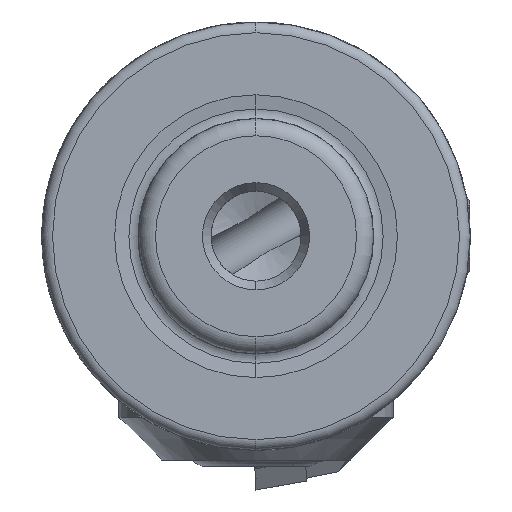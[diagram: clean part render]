
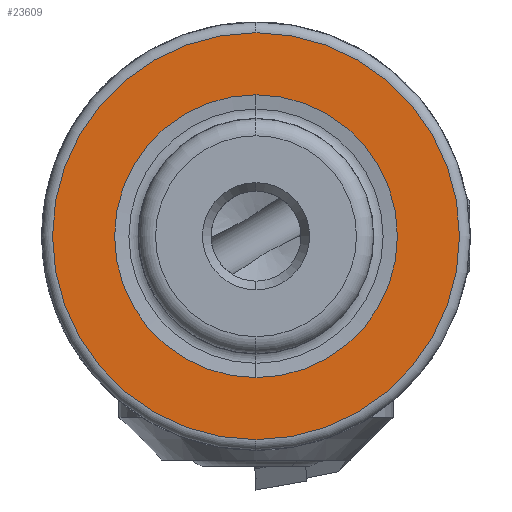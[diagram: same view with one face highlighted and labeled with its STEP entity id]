
A CAD part, left-side view. The second image highlights one B-rep face of the part: STEP entity #23609.
In plain terms, the highlighted planar face has unit normal (-1, 0, 0).
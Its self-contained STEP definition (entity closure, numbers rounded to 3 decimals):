
#62 = CIRCLE ( 'NONE', #34402, 9.5 ) ;
#333 = DIRECTION ( 'NONE',  ( 0., 0., -1. ) ) ;
#1715 = CARTESIAN_POINT ( 'NONE',  ( -42.5, 0., 0. ) ) ;
#2309 = CARTESIAN_POINT ( 'NONE',  ( -42.5, 0., 9.5 ) ) ;
#2531 = EDGE_CURVE ( 'NONE', #30859, #16209, #21829, .T. ) ;
#2751 = DIRECTION ( 'NONE',  ( -1., 0., 0. ) ) ;
#3799 = EDGE_LOOP ( 'NONE', ( #26771, #19173 ) ) ;
#4419 = CARTESIAN_POINT ( 'NONE',  ( -42.5, 0., 0. ) ) ;
#4581 = DIRECTION ( 'NONE',  ( 0., 0., 1. ) ) ;
#5092 = CIRCLE ( 'NONE', #23279, 6.603 ) ;
#7218 = DIRECTION ( 'NONE',  ( 0., 0., 1. ) ) ;
#9227 = CARTESIAN_POINT ( 'NONE',  ( -42.5, 0., 6.603 ) ) ;
#9304 = EDGE_CURVE ( 'NONE', #15267, #31050, #20694, .T. ) ;
#9629 = EDGE_CURVE ( 'NONE', #31050, #15267, #62, .T. ) ;
#10384 = FACE_OUTER_BOUND ( 'NONE', #3799, .T. ) ;
#15267 = VERTEX_POINT ( 'NONE', #2309 ) ;
#16209 = VERTEX_POINT ( 'NONE', #36339 ) ;
#16256 = CARTESIAN_POINT ( 'NONE',  ( -42.5, 0., -9.5 ) ) ;
#16514 = DIRECTION ( 'NONE',  ( -1., 0., 0. ) ) ;
#17085 = DIRECTION ( 'NONE',  ( 1., 0., 0. ) ) ;
#18140 = AXIS2_PLACEMENT_3D ( 'NONE', #19474, #2751, #22351 ) ;
#19173 = ORIENTED_EDGE ( 'NONE', *, *, #9629, .T. ) ;
#19474 = CARTESIAN_POINT ( 'NONE',  ( -42.5, 0., 0. ) ) ;
#20694 = CIRCLE ( 'NONE', #18140, 9.5 ) ;
#21305 = DIRECTION ( 'NONE',  ( -1., 0., 0. ) ) ;
#21829 = CIRCLE ( 'NONE', #33334, 6.603 ) ;
#22351 = DIRECTION ( 'NONE',  ( 0., 0., 1. ) ) ;
#22696 = ORIENTED_EDGE ( 'NONE', *, *, #24597, .F. ) ;
#22822 = ORIENTED_EDGE ( 'NONE', *, *, #2531, .F. ) ;
#23279 = AXIS2_PLACEMENT_3D ( 'NONE', #33381, #16514, #36181 ) ;
#23609 = ADVANCED_FACE ( 'NONE', ( #25250, #10384 ), #25474, .F. ) ;
#23966 = DIRECTION ( 'NONE',  ( -1., 0., 0. ) ) ;
#24597 = EDGE_CURVE ( 'NONE', #16209, #30859, #5092, .T. ) ;
#25250 = FACE_BOUND ( 'NONE', #31098, .T. ) ;
#25474 = PLANE ( 'NONE',  #32410 ) ;
#26771 = ORIENTED_EDGE ( 'NONE', *, *, #9304, .T. ) ;
#30859 = VERTEX_POINT ( 'NONE', #9227 ) ;
#31050 = VERTEX_POINT ( 'NONE', #16256 ) ;
#31098 = EDGE_LOOP ( 'NONE', ( #22822, #22696 ) ) ;
#32410 = AXIS2_PLACEMENT_3D ( 'NONE', #33958, #17085, #333 ) ;
#33334 = AXIS2_PLACEMENT_3D ( 'NONE', #4419, #23966, #7218 ) ;
#33381 = CARTESIAN_POINT ( 'NONE',  ( -42.5, 0., 0. ) ) ;
#33958 = CARTESIAN_POINT ( 'NONE',  ( -42.5, 6.603, 0. ) ) ;
#34402 = AXIS2_PLACEMENT_3D ( 'NONE', #1715, #21305, #4581 ) ;
#36181 = DIRECTION ( 'NONE',  ( 0., 0., 1. ) ) ;
#36339 = CARTESIAN_POINT ( 'NONE',  ( -42.5, 0., -6.603 ) ) ;
